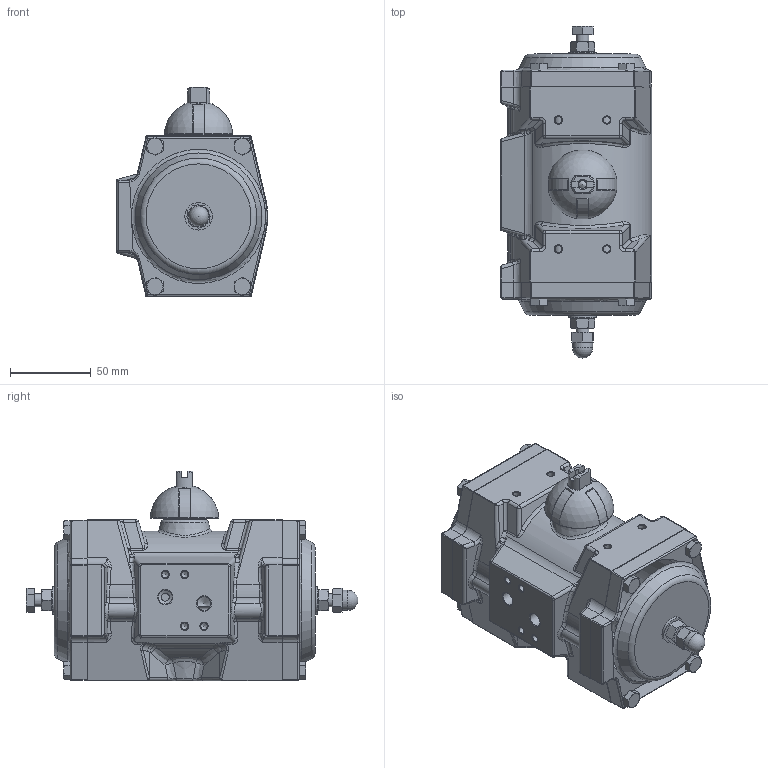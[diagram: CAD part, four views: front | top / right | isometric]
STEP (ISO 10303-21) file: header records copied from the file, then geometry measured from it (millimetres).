
FILE_DESCRIPTION(/* description */ ('Unknown'),/* implementation_level */ '2;1');
FILE_NAME(/* name */ 'GTS-75X90',/* time_stamp */ '2018-10-01T14:58:09+02:00',/* author */ ('Unknown'),/* organization */ ('Unknown'),/* preprocessor_version */ 'ST-DEVELOPER v16.7',/* originating_system */ 'DEX',/* authorisation */ $);
FILE_SCHEMA (('AUTOMOTIVE_DESIGN {1 0 10303 214 3 1 1}'));
Length unit declared in the file: millimetre
Products named in the file (1): GTS-75X90
Bounding box: 93.88 x 205.91 x 130.2 mm (x, y, z)
Surface area: 97680.7 mm2 (no closed solid volume)
Topology: 0 solids, 43 shells, 785 faces, 2148 edges, 1322 vertices
Faces by surface type: plane 246, cylinder 210, bspline 142, cone 135, sphere 27, torus 25
Full cylindrical faces by diameter (mm): 4.134 x12, 4.5 x1, 4.917 x5, 5 x1, 6.647 x4, 8 x2, 8.566 x3, 12.5 x1, 14 x2, 17 x2, 17.8 x1, 18 x1, 18.5 x1, 23 x1, 26 x1, 29.3 x1
Entity records: 25650 total; most frequent: CARTESIAN_POINT 7293, DIRECTION 3772, ORIENTED_EDGE 3500, EDGE_CURVE 1926, AXIS2_PLACEMENT_3D 1534, VERTEX_POINT 1268, FACE_BOUND 947, EDGE_LOOP 933
